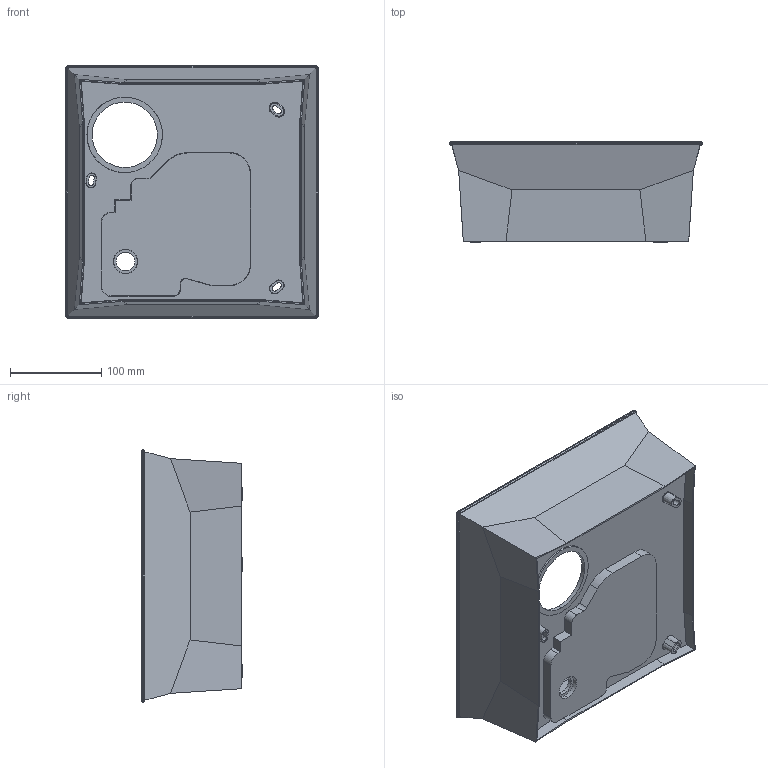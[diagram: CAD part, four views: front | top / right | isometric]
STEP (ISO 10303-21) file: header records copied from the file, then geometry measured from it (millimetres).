
FILE_DESCRIPTION(('Creo Elements/Direct Modeling STEP Export'),'2;1');
FILE_NAME('0084.0352-0353 ER GH AP-B 3-Daten Internet.stp','2020-09-22T 7:17:59',(''),(''),'PTC Creo Elements/Direct Modeling STEP processor for AP214 (Solid Model)','PTC Creo Elements/Direct Modeling 19.0C 15-Aug-2015 (C) Parametric Technology GmbH','');
FILE_SCHEMA(('AUTOMOTIVE_DESIGN { 1 0 10303 214 1 1 1 1 }'));
Length unit declared in the file: millimetre
Products named in the file (1): 0084.0352_ER-GH-AP-3D-Internet
Bounding box: 276.3 x 109.7 x 276.3 mm (x, y, z)
Volume: 480477.1 mm3; surface area: 348916.6 mm2
Topology: 1 solids, 1 shells, 187 faces, 498 edges, 326 vertices
Faces by surface type: plane 101, cylinder 40, cone 34, bspline 8, torus 4
Entity records: 6422 total; most frequent: CARTESIAN_POINT 1678, ORIENTED_EDGE 996, DIRECTION 972, EDGE_CURVE 498, VERTEX_POINT 326, AXIS2_PLACEMENT_3D 324, VECTOR 324, LINE 324
